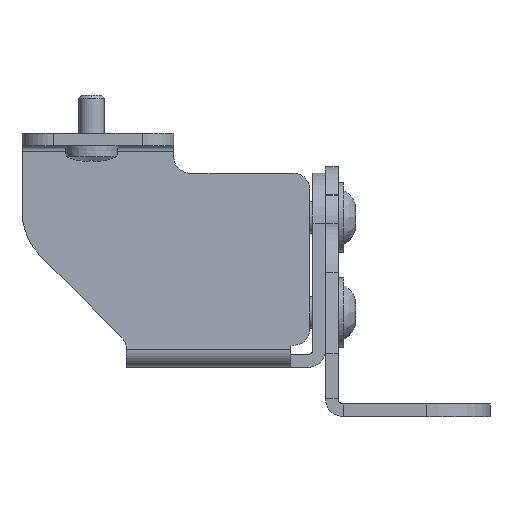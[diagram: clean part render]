
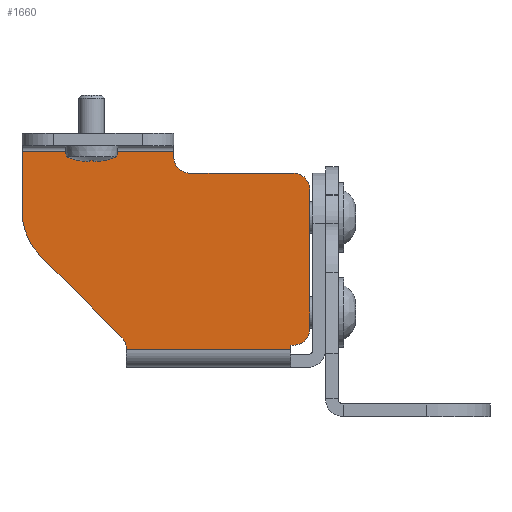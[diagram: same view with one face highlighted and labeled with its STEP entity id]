
A CAD part, front view. The second image highlights one B-rep face of the part: STEP entity #1660.
In plain terms, the highlighted planar face has unit normal (0, -1, 0).
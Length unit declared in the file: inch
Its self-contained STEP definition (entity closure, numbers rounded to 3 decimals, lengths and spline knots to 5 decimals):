
#70 = DIRECTION ( 'NONE',  ( 0., 0., 1. ) ) ;
#101 = EDGE_CURVE ( 'NONE', #292, #5326, #3827, .T. ) ;
#215 = ORIENTED_EDGE ( 'NONE', *, *, #2856, .T. ) ;
#231 = LINE ( 'NONE', #4842, #6765 ) ;
#232 = CARTESIAN_POINT ( 'NONE',  ( -0.71024, -0.51181, 1.41575 ) ) ;
#292 = VERTEX_POINT ( 'NONE', #7225 ) ;
#466 = DIRECTION ( 'NONE',  ( 1., 0., 0. ) ) ;
#474 = AXIS2_PLACEMENT_3D ( 'NONE', #232, #7013, #5805 ) ;
#493 = ORIENTED_EDGE ( 'NONE', *, *, #1921, .T. ) ;
#630 = ORIENTED_EDGE ( 'NONE', *, *, #4448, .F. ) ;
#745 = VECTOR ( 'NONE', #466, 39.37008 ) ;
#751 = DIRECTION ( 'NONE',  ( 0., 1., 0. ) ) ;
#846 = VECTOR ( 'NONE', #1977, 39.37008 ) ;
#870 = VECTOR ( 'NONE', #2859, 39.37008 ) ;
#1183 = VECTOR ( 'NONE', #2887, 39.37008 ) ;
#1206 = VERTEX_POINT ( 'NONE', #5021 ) ;
#1301 = ORIENTED_EDGE ( 'NONE', *, *, #5859, .T. ) ;
#1329 = EDGE_CURVE ( 'NONE', #5326, #7324, #4501, .T. ) ;
#1346 = ORIENTED_EDGE ( 'NONE', *, *, #6981, .F. ) ;
#1571 = VERTEX_POINT ( 'NONE', #1775 ) ;
#1660 = ADVANCED_FACE ( 'NONE', ( #7757 ), #5058, .T. ) ;
#1668 = CARTESIAN_POINT ( 'NONE',  ( -1.45669, -0.51181, 1.65354 ) ) ;
#1725 = EDGE_CURVE ( 'NONE', #7106, #1810, #5354, .T. ) ;
#1775 = CARTESIAN_POINT ( 'NONE',  ( -1.75197, -0.51181, 0.41732 ) ) ;
#1810 = VERTEX_POINT ( 'NONE', #4636 ) ;
#1872 = CARTESIAN_POINT ( 'NONE',  ( -1.75197, -0.51181, 1.76378 ) ) ;
#1873 = ORIENTED_EDGE ( 'NONE', *, *, #5119, .F. ) ;
#1891 = VERTEX_POINT ( 'NONE', #3013 ) ;
#1921 = EDGE_CURVE ( 'NONE', #5487, #2042, #6652, .T. ) ;
#1932 = CARTESIAN_POINT ( 'NONE',  ( -2.00157, -0.51181, 1.27986 ) ) ;
#1977 = DIRECTION ( 'NONE',  ( 1., 0., 0. ) ) ;
#2042 = VERTEX_POINT ( 'NONE', #4236 ) ;
#2089 = DIRECTION ( 'NONE',  ( 1., 0., 0. ) ) ;
#2165 = CARTESIAN_POINT ( 'NONE',  ( -0.72835, -0.51181, 0.44488 ) ) ;
#2234 = DIRECTION ( 'NONE',  ( 0., 1., 0. ) ) ;
#2301 = DIRECTION ( 'NONE',  ( 1., 0., 0. ) ) ;
#2343 = CARTESIAN_POINT ( 'NONE',  ( -0.61024, -0.51181, 1.41575 ) ) ;
#2356 = VECTOR ( 'NONE', #70, 39.37008 ) ;
#2480 = ORIENTED_EDGE ( 'NONE', *, *, #2953, .F. ) ;
#2550 = DIRECTION ( 'NONE',  ( 1., 0., 0. ) ) ;
#2744 = DIRECTION ( 'NONE',  ( 1., 0., 0. ) ) ;
#2758 = DIRECTION ( 'NONE',  ( 0., -1., 0. ) ) ;
#2796 = ORIENTED_EDGE ( 'NONE', *, *, #7721, .F. ) ;
#2816 = LINE ( 'NONE', #7084, #1183 ) ;
#2856 = EDGE_CURVE ( 'NONE', #6018, #292, #4435, .T. ) ;
#2859 = DIRECTION ( 'NONE',  ( 0., 0., 1. ) ) ;
#2887 = DIRECTION ( 'NONE',  ( 0., 0., -1. ) ) ;
#2934 = EDGE_LOOP ( 'NONE', ( #2796, #2480, #1301, #4275, #493, #5156, #1346, #4110, #1873, #215, #6390, #7722, #6229, #630, #4015 ) ) ;
#2953 = EDGE_CURVE ( 'NONE', #1206, #4462, #6240, .T. ) ;
#3013 = CARTESIAN_POINT ( 'NONE',  ( -1.75197, -0.51181, 0.42314 ) ) ;
#3031 = VERTEX_POINT ( 'NONE', #7254 ) ;
#3212 = DIRECTION ( 'NONE',  ( 1., 0., 0. ) ) ;
#3549 = CARTESIAN_POINT ( 'NONE',  ( -2.40157, -0.51181, 1.11417 ) ) ;
#3803 = CARTESIAN_POINT ( 'NONE',  ( -1.35669, -0.51181, 1.61575 ) ) ;
#3827 = CIRCLE ( 'NONE', #7337, 0.1 ) ;
#3888 = LINE ( 'NONE', #5561, #846 ) ;
#4015 = ORIENTED_EDGE ( 'NONE', *, *, #1725, .T. ) ;
#4089 = CARTESIAN_POINT ( 'NONE',  ( -0.72835, -0.51181, 0.44488 ) ) ;
#4095 = DIRECTION ( 'NONE',  ( 0.707, 0., -0.707 ) ) ;
#4110 = ORIENTED_EDGE ( 'NONE', *, *, #7036, .T. ) ;
#4178 = EDGE_CURVE ( 'NONE', #2042, #1891, #6888, .T. ) ;
#4236 = CARTESIAN_POINT ( 'NONE',  ( -1.78126, -0.51181, 0.49385 ) ) ;
#4275 = ORIENTED_EDGE ( 'NONE', *, *, #7043, .T. ) ;
#4325 = VECTOR ( 'NONE', #7620, 39.37008 ) ;
#4435 = LINE ( 'NONE', #2165, #6307 ) ;
#4448 = EDGE_CURVE ( 'NONE', #7106, #6427, #5040, .T. ) ;
#4462 = VERTEX_POINT ( 'NONE', #1668 ) ;
#4469 = LINE ( 'NONE', #1872, #2356 ) ;
#4501 = LINE ( 'NONE', #6573, #870 ) ;
#4571 = CARTESIAN_POINT ( 'NONE',  ( -1.35669, -0.51181, 1.51575 ) ) ;
#4636 = CARTESIAN_POINT ( 'NONE',  ( -1.45669, -0.51181, 1.61575 ) ) ;
#4824 = CARTESIAN_POINT ( 'NONE',  ( -0.72835, -0.51181, 1.51575 ) ) ;
#4842 = CARTESIAN_POINT ( 'NONE',  ( -0.72835, -0.51181, 0.38583 ) ) ;
#4848 = AXIS2_PLACEMENT_3D ( 'NONE', #5680, #6819, #3212 ) ;
#5021 = CARTESIAN_POINT ( 'NONE',  ( -2.40157, -0.51181, 1.65354 ) ) ;
#5030 = DIRECTION ( 'NONE',  ( 1., 0., 0. ) ) ;
#5040 = LINE ( 'NONE', #4824, #6126 ) ;
#5058 = PLANE ( 'NONE',  #4848 ) ;
#5064 = CIRCLE ( 'NONE', #5140, 0.4 ) ;
#5119 = EDGE_CURVE ( 'NONE', #6018, #3031, #231, .T. ) ;
#5140 = AXIS2_PLACEMENT_3D ( 'NONE', #1932, #6262, #2550 ) ;
#5156 = ORIENTED_EDGE ( 'NONE', *, *, #4178, .T. ) ;
#5164 = CARTESIAN_POINT ( 'NONE',  ( -0.71024, -0.51181, 0.54488 ) ) ;
#5283 = CARTESIAN_POINT ( 'NONE',  ( -2.40157, -0.51181, 1.65354 ) ) ;
#5294 = CARTESIAN_POINT ( 'NONE',  ( -2.28442, -0.51181, 0.99702 ) ) ;
#5326 = VERTEX_POINT ( 'NONE', #5618 ) ;
#5354 = CIRCLE ( 'NONE', #7217, 0.1 ) ;
#5356 = DIRECTION ( 'NONE',  ( 1., 0., 0. ) ) ;
#5487 = VERTEX_POINT ( 'NONE', #5294 ) ;
#5561 = CARTESIAN_POINT ( 'NONE',  ( 0., -0.51181, 0.41732 ) ) ;
#5618 = CARTESIAN_POINT ( 'NONE',  ( -0.61024, -0.51181, 0.54488 ) ) ;
#5680 = CARTESIAN_POINT ( 'NONE',  ( 0., -0.51181, 0. ) ) ;
#5805 = DIRECTION ( 'NONE',  ( 1., 0., 0. ) ) ;
#5859 = EDGE_CURVE ( 'NONE', #1206, #6752, #7594, .T. ) ;
#5955 = CARTESIAN_POINT ( 'NONE',  ( -1.85197, -0.51181, 0.42314 ) ) ;
#6018 = VERTEX_POINT ( 'NONE', #4089 ) ;
#6126 = VECTOR ( 'NONE', #2301, 39.37008 ) ;
#6229 = ORIENTED_EDGE ( 'NONE', *, *, #7185, .T. ) ;
#6240 = LINE ( 'NONE', #5283, #745 ) ;
#6249 = CARTESIAN_POINT ( 'NONE',  ( -0.71024, -0.51181, 1.51575 ) ) ;
#6262 = DIRECTION ( 'NONE',  ( 0., -1., 0. ) ) ;
#6307 = VECTOR ( 'NONE', #2744, 39.37008 ) ;
#6386 = CARTESIAN_POINT ( 'NONE',  ( -2.40157, -0.51181, 1.76378 ) ) ;
#6390 = ORIENTED_EDGE ( 'NONE', *, *, #101, .T. ) ;
#6427 = VERTEX_POINT ( 'NONE', #6249 ) ;
#6541 = CARTESIAN_POINT ( 'NONE',  ( -2.40157, -0.51181, 1.27986 ) ) ;
#6573 = CARTESIAN_POINT ( 'NONE',  ( -0.61024, -0.51181, 1.51575 ) ) ;
#6652 = LINE ( 'NONE', #3549, #7032 ) ;
#6752 = VERTEX_POINT ( 'NONE', #6541 ) ;
#6765 = VECTOR ( 'NONE', #7341, 39.37008 ) ;
#6819 = DIRECTION ( 'NONE',  ( 0., -1., 0. ) ) ;
#6888 = CIRCLE ( 'NONE', #7347, 0.1 ) ;
#6981 = EDGE_CURVE ( 'NONE', #1571, #1891, #4469, .T. ) ;
#7013 = DIRECTION ( 'NONE',  ( 0., -1., 0. ) ) ;
#7032 = VECTOR ( 'NONE', #4095, 39.37008 ) ;
#7036 = EDGE_CURVE ( 'NONE', #1571, #3031, #3888, .T. ) ;
#7043 = EDGE_CURVE ( 'NONE', #6752, #5487, #5064, .T. ) ;
#7084 = CARTESIAN_POINT ( 'NONE',  ( -1.45669, -0.51181, 1.76378 ) ) ;
#7103 = CIRCLE ( 'NONE', #474, 0.1 ) ;
#7106 = VERTEX_POINT ( 'NONE', #4571 ) ;
#7185 = EDGE_CURVE ( 'NONE', #7324, #6427, #7103, .T. ) ;
#7217 = AXIS2_PLACEMENT_3D ( 'NONE', #3803, #751, #5030 ) ;
#7225 = CARTESIAN_POINT ( 'NONE',  ( -0.71024, -0.51181, 0.44488 ) ) ;
#7254 = CARTESIAN_POINT ( 'NONE',  ( -0.72835, -0.51181, 0.41732 ) ) ;
#7324 = VERTEX_POINT ( 'NONE', #2343 ) ;
#7337 = AXIS2_PLACEMENT_3D ( 'NONE', #5164, #2758, #2089 ) ;
#7341 = DIRECTION ( 'NONE',  ( 0., 0., -1. ) ) ;
#7347 = AXIS2_PLACEMENT_3D ( 'NONE', #5955, #2234, #5356 ) ;
#7594 = LINE ( 'NONE', #6386, #4325 ) ;
#7620 = DIRECTION ( 'NONE',  ( 0., 0., -1. ) ) ;
#7721 = EDGE_CURVE ( 'NONE', #4462, #1810, #2816, .T. ) ;
#7722 = ORIENTED_EDGE ( 'NONE', *, *, #1329, .T. ) ;
#7757 = FACE_OUTER_BOUND ( 'NONE', #2934, .T. ) ;
